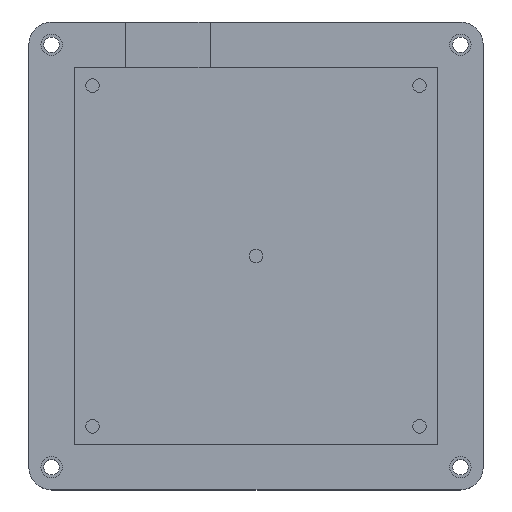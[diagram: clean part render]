
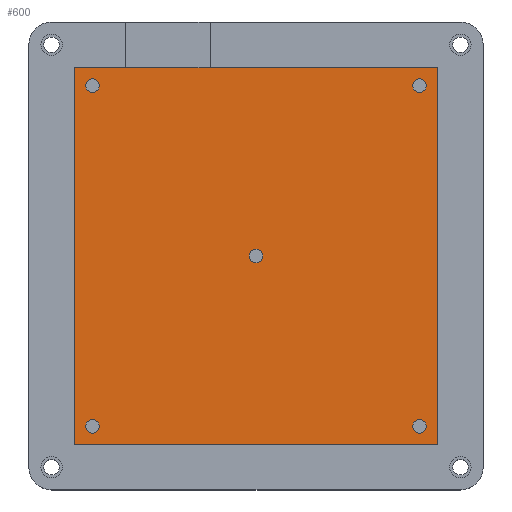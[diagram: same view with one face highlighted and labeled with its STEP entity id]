
A CAD part, top view. The second image highlights one B-rep face of the part: STEP entity #600.
In plain terms, the highlighted planar face has unit normal (0, 0, 1).
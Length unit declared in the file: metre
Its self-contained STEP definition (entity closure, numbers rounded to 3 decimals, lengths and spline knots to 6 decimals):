
#28=LINE('',#960,#68);
#35=LINE('',#975,#75);
#39=LINE('',#983,#79);
#46=LINE('',#998,#86);
#68=VECTOR('',#763,1.);
#75=VECTOR('',#772,1.);
#79=VECTOR('',#778,1.);
#86=VECTOR('',#789,1.);
#102=PLANE('',#673);
#195=ORIENTED_EDGE('',*,*,#321,.F.);
#196=ORIENTED_EDGE('',*,*,#322,.F.);
#197=ORIENTED_EDGE('',*,*,#323,.F.);
#198=ORIENTED_EDGE('',*,*,#324,.F.);
#199=ORIENTED_EDGE('',*,*,#325,.F.);
#200=ORIENTED_EDGE('',*,*,#294,.F.);
#201=ORIENTED_EDGE('',*,*,#287,.T.);
#202=ORIENTED_EDGE('',*,*,#305,.T.);
#203=ORIENTED_EDGE('',*,*,#298,.F.);
#287=EDGE_CURVE('',#361,#362,#28,.T.);
#294=EDGE_CURVE('',#361,#368,#35,.T.);
#298=EDGE_CURVE('',#368,#371,#39,.T.);
#305=EDGE_CURVE('',#362,#371,#46,.T.);
#321=EDGE_CURVE('',#381,#381,#415,.T.);
#322=EDGE_CURVE('',#382,#382,#416,.T.);
#323=EDGE_CURVE('',#383,#383,#417,.T.);
#324=EDGE_CURVE('',#384,#384,#418,.T.);
#325=EDGE_CURVE('',#385,#385,#419,.T.);
#361=VERTEX_POINT('',#961);
#362=VERTEX_POINT('',#962);
#368=VERTEX_POINT('',#976);
#371=VERTEX_POINT('',#984);
#381=VERTEX_POINT('',#1022);
#382=VERTEX_POINT('',#1024);
#383=VERTEX_POINT('',#1026);
#384=VERTEX_POINT('',#1028);
#385=VERTEX_POINT('',#1030);
#415=CIRCLE('',#674,0.0015);
#416=CIRCLE('',#675,0.0015);
#417=CIRCLE('',#676,0.0015);
#418=CIRCLE('',#677,0.0015);
#419=CIRCLE('',#678,0.0015);
#455=EDGE_LOOP('',(#195));
#456=EDGE_LOOP('',(#196));
#457=EDGE_LOOP('',(#197));
#458=EDGE_LOOP('',(#198));
#459=EDGE_LOOP('',(#199));
#460=EDGE_LOOP('',(#200,#201,#202,#203));
#525=FACE_BOUND('',#455,.T.);
#526=FACE_BOUND('',#456,.T.);
#527=FACE_BOUND('',#457,.T.);
#528=FACE_BOUND('',#458,.T.);
#529=FACE_BOUND('',#459,.T.);
#530=FACE_BOUND('',#460,.T.);
#600=ADVANCED_FACE('',(#525,#526,#527,#528,#529,#530),#102,.T.);
#673=AXIS2_PLACEMENT_3D('',#1020,#821,#822);
#674=AXIS2_PLACEMENT_3D('',#1021,#823,#824);
#675=AXIS2_PLACEMENT_3D('',#1023,#825,#826);
#676=AXIS2_PLACEMENT_3D('',#1025,#827,#828);
#677=AXIS2_PLACEMENT_3D('',#1027,#829,#830);
#678=AXIS2_PLACEMENT_3D('',#1029,#831,#832);
#763=DIRECTION('',(0.,-1.,0.));
#772=DIRECTION('',(1.,0.,0.));
#778=DIRECTION('',(0.,-1.,0.));
#789=DIRECTION('',(1.,0.,0.));
#821=DIRECTION('',(0.,0.,1.));
#822=DIRECTION('',(1.,0.,0.));
#823=DIRECTION('',(0.,0.,1.));
#824=DIRECTION('',(1.,0.,0.));
#825=DIRECTION('',(0.,0.,1.));
#826=DIRECTION('',(1.,0.,0.));
#827=DIRECTION('',(0.,0.,1.));
#828=DIRECTION('',(1.,0.,0.));
#829=DIRECTION('',(0.,0.,1.));
#830=DIRECTION('',(1.,0.,0.));
#831=DIRECTION('',(0.,0.,1.));
#832=DIRECTION('',(1.,0.,0.));
#960=CARTESIAN_POINT('',(-0.027821,-0.019682,0.003));
#961=CARTESIAN_POINT('',(-0.027821,0.021818,0.003));
#962=CARTESIAN_POINT('',(-0.027821,-0.061182,0.003));
#975=CARTESIAN_POINT('',(0.012179,0.021818,0.003));
#976=CARTESIAN_POINT('',(0.052179,0.021818,0.003));
#983=CARTESIAN_POINT('',(0.052179,-0.019682,0.003));
#984=CARTESIAN_POINT('',(0.052179,-0.061182,0.003));
#998=CARTESIAN_POINT('',(0.012179,-0.061182,0.003));
#1020=CARTESIAN_POINT('',(0.012179,-0.019682,0.003));
#1021=CARTESIAN_POINT('',(-0.023821,0.017818,0.003));
#1022=CARTESIAN_POINT('',(-0.022321,0.017818,0.003));
#1023=CARTESIAN_POINT('',(0.048179,0.017818,0.003));
#1024=CARTESIAN_POINT('',(0.049679,0.017818,0.003));
#1025=CARTESIAN_POINT('',(0.048179,-0.057182,0.003));
#1026=CARTESIAN_POINT('',(0.049679,-0.057182,0.003));
#1027=CARTESIAN_POINT('',(-0.023821,-0.057182,0.003));
#1028=CARTESIAN_POINT('',(-0.022321,-0.057182,0.003));
#1029=CARTESIAN_POINT('',(0.012179,-0.019682,0.003));
#1030=CARTESIAN_POINT('',(0.013679,-0.019682,0.003));
